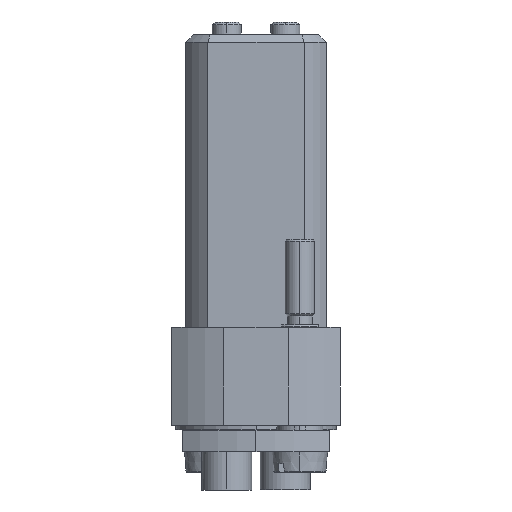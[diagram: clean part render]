
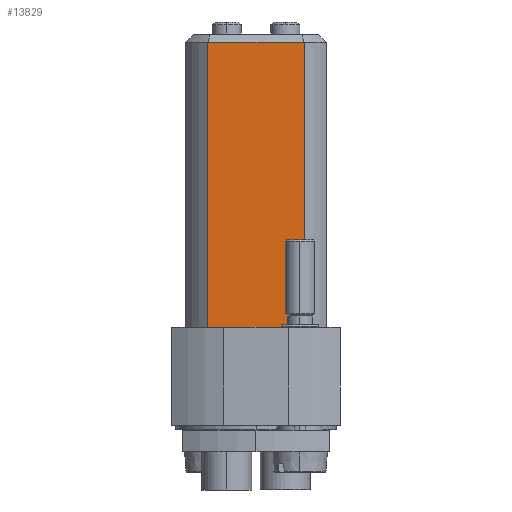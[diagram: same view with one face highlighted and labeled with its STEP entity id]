
A CAD part, left-side view. The second image highlights one B-rep face of the part: STEP entity #13829.
In plain terms, the highlighted planar face has unit normal (-1, 0, 0).
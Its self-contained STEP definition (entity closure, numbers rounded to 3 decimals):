
#87 = DIRECTION ( 'NONE',  ( 0., 1., 0. ) ) ;
#1441 = CARTESIAN_POINT ( 'NONE',  ( -4.4, -3.3, 8.517 ) ) ;
#1618 = LINE ( 'NONE', #6328, #17883 ) ;
#2128 = EDGE_CURVE ( 'NONE', #5370, #22618, #5592, .T. ) ;
#2179 = CARTESIAN_POINT ( 'NONE',  ( -4.4, 3.3, -14.784 ) ) ;
#2559 = FACE_OUTER_BOUND ( 'NONE', #20123, .T. ) ;
#3363 = VECTOR ( 'NONE', #15453, 1000. ) ;
#3744 = PLANE ( 'NONE',  #4546 ) ;
#4546 = AXIS2_PLACEMENT_3D ( 'NONE', #5990, #20777, #8107 ) ;
#5027 = CARTESIAN_POINT ( 'NONE',  ( -4.4, 3.3, 8.517 ) ) ;
#5370 = VERTEX_POINT ( 'NONE', #1441 ) ;
#5592 = LINE ( 'NONE', #10254, #20473 ) ;
#5990 = CARTESIAN_POINT ( 'NONE',  ( -4.4, -4.8, -14.784 ) ) ;
#6328 = CARTESIAN_POINT ( 'NONE',  ( -4.4, -4.8, 28.017 ) ) ;
#8107 = DIRECTION ( 'NONE',  ( 0., -1., 0. ) ) ;
#10254 = CARTESIAN_POINT ( 'NONE',  ( -4.4, -3.3, -14.784 ) ) ;
#10860 = CARTESIAN_POINT ( 'NONE',  ( -4.4, 3.3, 28.017 ) ) ;
#11484 = LINE ( 'NONE', #2179, #17133 ) ;
#12708 = ORIENTED_EDGE ( 'NONE', *, *, #2128, .T. ) ;
#13829 = ADVANCED_FACE ( 'NONE', ( #2559 ), #3744, .T. ) ;
#14861 = DIRECTION ( 'NONE',  ( 0., 0., -1. ) ) ;
#15453 = DIRECTION ( 'NONE',  ( 0., -1., 0. ) ) ;
#17133 = VECTOR ( 'NONE', #14861, 1000. ) ;
#17585 = CARTESIAN_POINT ( 'NONE',  ( -4.4, -4.8, 8.517 ) ) ;
#17883 = VECTOR ( 'NONE', #87, 1000. ) ;
#18284 = EDGE_CURVE ( 'NONE', #22441, #5370, #25914, .T. ) ;
#19079 = ORIENTED_EDGE ( 'NONE', *, *, #18284, .T. ) ;
#20123 = EDGE_LOOP ( 'NONE', ( #26979, #19079, #12708, #20569 ) ) ;
#20473 = VECTOR ( 'NONE', #20804, 1000. ) ;
#20569 = ORIENTED_EDGE ( 'NONE', *, *, #22214, .T. ) ;
#20777 = DIRECTION ( 'NONE',  ( -1., 0., 0. ) ) ;
#20804 = DIRECTION ( 'NONE',  ( 0., 0., 1. ) ) ;
#22214 = EDGE_CURVE ( 'NONE', #22618, #22297, #1618, .T. ) ;
#22297 = VERTEX_POINT ( 'NONE', #10860 ) ;
#22441 = VERTEX_POINT ( 'NONE', #5027 ) ;
#22618 = VERTEX_POINT ( 'NONE', #24703 ) ;
#24703 = CARTESIAN_POINT ( 'NONE',  ( -4.4, -3.3, 28.017 ) ) ;
#25914 = LINE ( 'NONE', #17585, #3363 ) ;
#26979 = ORIENTED_EDGE ( 'NONE', *, *, #27489, .T. ) ;
#27489 = EDGE_CURVE ( 'NONE', #22297, #22441, #11484, .T. ) ;
